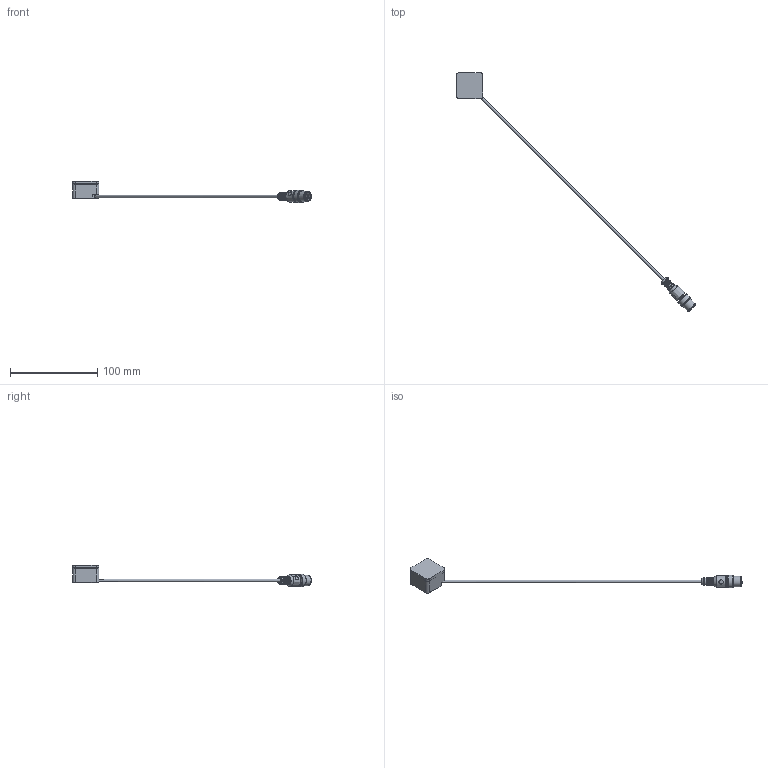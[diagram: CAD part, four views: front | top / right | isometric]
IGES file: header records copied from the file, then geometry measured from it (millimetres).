
Global section: file name: BE-F30-30RL; native system: Autodesk Inventor 2015; preprocessor: unknown; author: lck; date: 20150421.135522; units: millimetre
Bounding box: 273.16 x 273.16 x 24.73 mm (x, y, z)
Volume: 18573.3 mm3; surface area: 12369.5 mm2
Topology: 1 solids, 2 shells, 228 faces, 606 edges, 413 vertices
Faces by surface type: bspline 228
